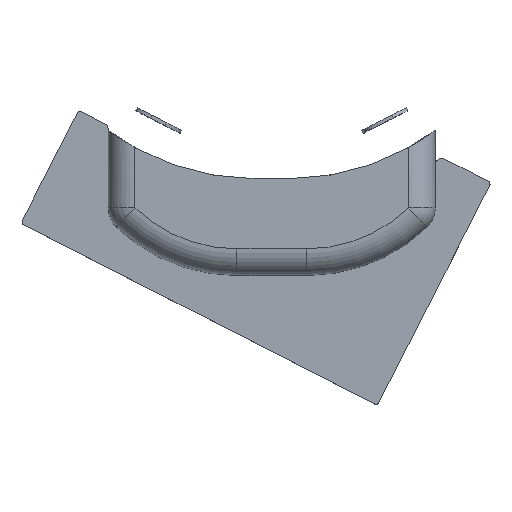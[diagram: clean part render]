
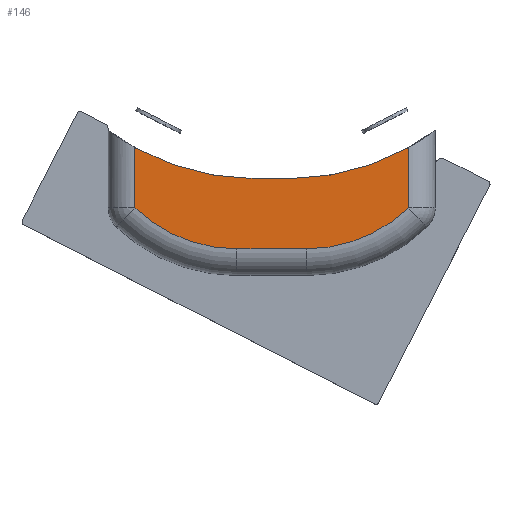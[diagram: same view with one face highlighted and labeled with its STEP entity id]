
A CAD part, top view. The second image highlights one B-rep face of the part: STEP entity #146.
In plain terms, the highlighted planar face has unit normal (0, 0, 1).
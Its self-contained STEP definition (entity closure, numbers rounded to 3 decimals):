
#21 = DIRECTION ( 'NONE',  ( 0., 0., 1. ) ) ;
#55 = EDGE_CURVE ( 'NONE', #2124, #3257, #1165, .T. ) ;
#58 = DIRECTION ( 'NONE',  ( -1., 0., 0. ) ) ;
#146 = ADVANCED_FACE ( 'NONE', ( #2301 ), #1439, .T. ) ;
#165 = EDGE_CURVE ( 'NONE', #206, #3697, #566, .T. ) ;
#206 = VERTEX_POINT ( 'NONE', #1843 ) ;
#389 = DIRECTION ( 'NONE',  ( 1., 0., 0. ) ) ;
#468 = ORIENTED_EDGE ( 'NONE', *, *, #3392, .T. ) ;
#566 = CIRCLE ( 'NONE', #1881, 44.198 ) ;
#813 = CARTESIAN_POINT ( 'NONE',  ( -50., 12.253, 17.5 ) ) ;
#856 = DIRECTION ( 'NONE',  ( 0., 1., 0. ) ) ;
#951 = AXIS2_PLACEMENT_3D ( 'NONE', #3562, #3847, #58 ) ;
#987 = ORIENTED_EDGE ( 'NONE', *, *, #165, .T. ) ;
#993 = LINE ( 'NONE', #2867, #2900 ) ;
#1055 = EDGE_CURVE ( 'NONE', #3697, #1787, #2979, .T. ) ;
#1092 = CARTESIAN_POINT ( 'NONE',  ( -50., 44.198, 17.5 ) ) ;
#1145 = CARTESIAN_POINT ( 'NONE',  ( -19.455, 0., 17.5 ) ) ;
#1165 = CIRCLE ( 'NONE', #1818, 74.009 ) ;
#1239 = AXIS2_PLACEMENT_3D ( 'NONE', #4081, #4111, #3741 ) ;
#1261 = LINE ( 'NONE', #1145, #3480 ) ;
#1289 = VECTOR ( 'NONE', #856, 1000. ) ;
#1398 = ORIENTED_EDGE ( 'NONE', *, *, #55, .F. ) ;
#1439 = PLANE ( 'NONE',  #2585 ) ;
#1450 = EDGE_CURVE ( 'NONE', #1875, #1787, #3248, .T. ) ;
#1559 = ORIENTED_EDGE ( 'NONE', *, *, #4328, .T. ) ;
#1751 = ORIENTED_EDGE ( 'NONE', *, *, #1450, .F. ) ;
#1787 = VERTEX_POINT ( 'NONE', #2148 ) ;
#1818 = AXIS2_PLACEMENT_3D ( 'NONE', #3133, #2089, #2473 ) ;
#1843 = CARTESIAN_POINT ( 'NONE',  ( 1.455, 0., 17.5 ) ) ;
#1875 = VERTEX_POINT ( 'NONE', #4218 ) ;
#1881 = AXIS2_PLACEMENT_3D ( 'NONE', #4201, #21, #389 ) ;
#2004 = EDGE_CURVE ( 'NONE', #2997, #3630, #2468, .T. ) ;
#2089 = DIRECTION ( 'NONE',  ( 0., 0., 1. ) ) ;
#2108 = DIRECTION ( 'NONE',  ( 1., 0., 0. ) ) ;
#2124 = VERTEX_POINT ( 'NONE', #2397 ) ;
#2126 = CARTESIAN_POINT ( 'NONE',  ( -19.455, 44.198, 17.5 ) ) ;
#2148 = CARTESIAN_POINT ( 'NONE',  ( 32., 30.346, 17.5 ) ) ;
#2190 = DIRECTION ( 'NONE',  ( 1., 0., 0. ) ) ;
#2288 = ORIENTED_EDGE ( 'NONE', *, *, #1055, .T. ) ;
#2301 = FACE_OUTER_BOUND ( 'NONE', #2793, .T. ) ;
#2375 = CARTESIAN_POINT ( 'NONE',  ( -14., 21., 17.5 ) ) ;
#2397 = CARTESIAN_POINT ( 'NONE',  ( -50., 30.346, 17.5 ) ) ;
#2446 = VECTOR ( 'NONE', #3852, 1000. ) ;
#2468 = CIRCLE ( 'NONE', #1239, 44.198 ) ;
#2473 = DIRECTION ( 'NONE',  ( 1., 0., 0. ) ) ;
#2479 = EDGE_CURVE ( 'NONE', #3257, #1875, #993, .T. ) ;
#2585 = AXIS2_PLACEMENT_3D ( 'NONE', #2126, #4180, #2108 ) ;
#2586 = CARTESIAN_POINT ( 'NONE',  ( 32., 44.198, 17.5 ) ) ;
#2642 = CARTESIAN_POINT ( 'NONE',  ( 32., 12.253, 17.5 ) ) ;
#2793 = EDGE_LOOP ( 'NONE', ( #1398, #468, #3160, #1559, #987, #2288, #1751, #4082 ) ) ;
#2867 = CARTESIAN_POINT ( 'NONE',  ( -14., 21., 17.5 ) ) ;
#2900 = VECTOR ( 'NONE', #2190, 1000. ) ;
#2979 = LINE ( 'NONE', #2586, #1289 ) ;
#2997 = VERTEX_POINT ( 'NONE', #813 ) ;
#3133 = CARTESIAN_POINT ( 'NONE',  ( -14., 95.009, 17.5 ) ) ;
#3160 = ORIENTED_EDGE ( 'NONE', *, *, #2004, .T. ) ;
#3248 = CIRCLE ( 'NONE', #951, 74.009 ) ;
#3250 = DIRECTION ( 'NONE',  ( 1., 0., 0. ) ) ;
#3257 = VERTEX_POINT ( 'NONE', #2375 ) ;
#3378 = LINE ( 'NONE', #1092, #2446 ) ;
#3392 = EDGE_CURVE ( 'NONE', #2124, #2997, #3378, .T. ) ;
#3480 = VECTOR ( 'NONE', #3250, 1000. ) ;
#3562 = CARTESIAN_POINT ( 'NONE',  ( -4., 95.009, 17.5 ) ) ;
#3575 = CARTESIAN_POINT ( 'NONE',  ( -19.455, 0., 17.5 ) ) ;
#3630 = VERTEX_POINT ( 'NONE', #3575 ) ;
#3697 = VERTEX_POINT ( 'NONE', #2642 ) ;
#3741 = DIRECTION ( 'NONE',  ( 1., 0., 0. ) ) ;
#3847 = DIRECTION ( 'NONE',  ( 0., 0., 1. ) ) ;
#3852 = DIRECTION ( 'NONE',  ( 0., -1., 0. ) ) ;
#4081 = CARTESIAN_POINT ( 'NONE',  ( -19.455, 44.198, 17.5 ) ) ;
#4082 = ORIENTED_EDGE ( 'NONE', *, *, #2479, .F. ) ;
#4111 = DIRECTION ( 'NONE',  ( 0., 0., 1. ) ) ;
#4180 = DIRECTION ( 'NONE',  ( 0., 0., 1. ) ) ;
#4201 = CARTESIAN_POINT ( 'NONE',  ( 1.455, 44.198, 17.5 ) ) ;
#4218 = CARTESIAN_POINT ( 'NONE',  ( -4., 21., 17.5 ) ) ;
#4328 = EDGE_CURVE ( 'NONE', #3630, #206, #1261, .T. ) ;
